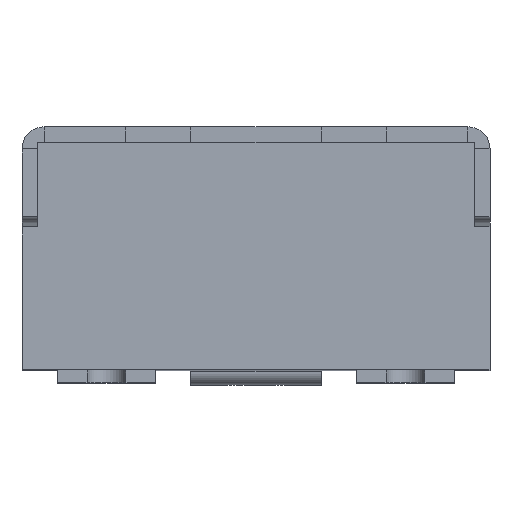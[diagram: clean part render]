
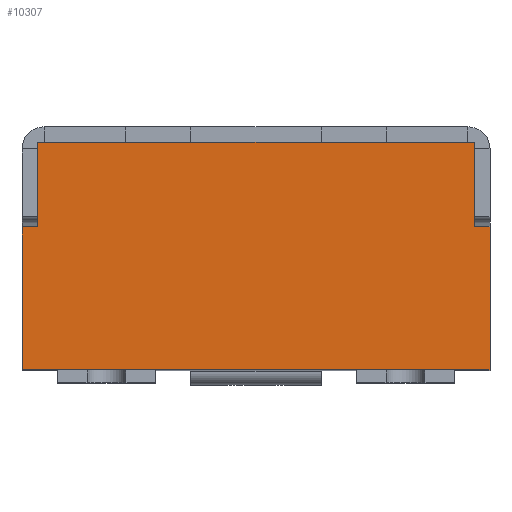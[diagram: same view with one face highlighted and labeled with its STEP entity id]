
A CAD part, top view. The second image highlights one B-rep face of the part: STEP entity #10307.
In plain terms, the highlighted planar face has unit normal (0, 0, 1).
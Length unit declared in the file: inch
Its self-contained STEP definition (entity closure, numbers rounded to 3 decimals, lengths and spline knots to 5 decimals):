
#106=DIRECTION('',(1.,0.,0.));
#107=VECTOR('',#106,0.00891);
#108=CARTESIAN_POINT('',(-0.04973,-0.0689,
0.06693));
#109=LINE('',#108,#107);
#115=DIRECTION('',(1.,0.,0.));
#116=VECTOR('',#115,0.00891);
#117=CARTESIAN_POINT('',(0.04082,-0.0689,
0.06693));
#118=LINE('',#117,#116);
#153=DIRECTION('',(1.,0.,0.));
#154=VECTOR('',#153,0.01083);
#155=CARTESIAN_POINT('',(-0.07087,-0.0689,
0.06693));
#156=LINE('',#155,#154);
#173=DIRECTION('',(1.,0.,0.));
#174=VECTOR('',#173,0.06102);
#175=CARTESIAN_POINT('',(-0.03051,-0.0689,
0.06693));
#176=LINE('',#175,#174);
#193=DIRECTION('',(1.,0.,0.));
#194=VECTOR('',#193,0.01083);
#195=CARTESIAN_POINT('',(0.06004,-0.0689,
0.06693));
#196=LINE('',#195,#194);
#2325=DIRECTION('',(1.,0.,0.));
#2326=VECTOR('',#2325,0.13228);
#2327=CARTESIAN_POINT('',(-0.06614,0.,0.06693));
#2328=LINE('',#2327,#2326);
#4295=DIRECTION('',(1.,0.,0.));
#4296=VECTOR('',#4295,0.01031);
#4297=CARTESIAN_POINT('',(-0.06004,-0.0689,
0.06693));
#4298=LINE('',#4297,#4296);
#4299=DIRECTION('',(0.,-1.,0.));
#4300=VECTOR('',#4299,0.04331);
#4301=CARTESIAN_POINT('',(-0.07087,-0.02559,
0.06693));
#4302=LINE('',#4301,#4300);
#4303=DIRECTION('',(1.,0.,0.));
#4304=VECTOR('',#4303,0.00472);
#4305=CARTESIAN_POINT('',(-0.07087,-0.02559,
0.06693));
#4306=LINE('',#4305,#4304);
#4307=DIRECTION('',(0.,1.,0.));
#4308=VECTOR('',#4307,0.02559);
#4309=CARTESIAN_POINT('',(-0.06614,-0.02559,
0.06693));
#4310=LINE('',#4309,#4308);
#4311=DIRECTION('',(0.,1.,0.));
#4312=VECTOR('',#4311,0.02559);
#4313=CARTESIAN_POINT('',(0.06614,-0.02559,
0.06693));
#4314=LINE('',#4313,#4312);
#4315=DIRECTION('',(-1.,0.,0.));
#4316=VECTOR('',#4315,0.00472);
#4317=CARTESIAN_POINT('',(0.07087,-0.02559,
0.06693));
#4318=LINE('',#4317,#4316);
#4319=DIRECTION('',(1.,0.,0.));
#4320=VECTOR('',#4319,0.01031);
#4321=CARTESIAN_POINT('',(0.04973,-0.0689,
0.06693));
#4322=LINE('',#4321,#4320);
#4323=DIRECTION('',(1.,0.,0.));
#4324=VECTOR('',#4323,0.01031);
#4325=CARTESIAN_POINT('',(0.03051,-0.0689,
0.06693));
#4326=LINE('',#4325,#4324);
#4327=DIRECTION('',(1.,0.,0.));
#4328=VECTOR('',#4327,0.01031);
#4329=CARTESIAN_POINT('',(-0.04082,-0.0689,
0.06693));
#4330=LINE('',#4329,#4328);
#4569=DIRECTION('',(0.,-1.,0.));
#4570=VECTOR('',#4569,0.04331);
#4571=CARTESIAN_POINT('',(0.07087,-0.02559,
0.06693));
#4572=LINE('',#4571,#4570);
#4751=CARTESIAN_POINT('',(0.07087,-0.02559,
0.06693));
#4753=VERTEX_POINT('',#4751);
#4759=CARTESIAN_POINT('',(0.06614,-0.02559,
0.06693));
#4760=CARTESIAN_POINT('',(0.06614,0.,0.06693));
#4761=VERTEX_POINT('',#4759);
#4762=VERTEX_POINT('',#4760);
#4763=CARTESIAN_POINT('',(0.07087,-0.0689,
0.06693));
#4764=VERTEX_POINT('',#4763);
#4775=CARTESIAN_POINT('',(-0.06614,-0.02559,
0.06693));
#4776=VERTEX_POINT('',#4775);
#4793=CARTESIAN_POINT('',(-0.07087,-0.02559,
0.06693));
#4794=VERTEX_POINT('',#4793);
#4795=CARTESIAN_POINT('',(-0.06614,0.,0.06693));
#4796=VERTEX_POINT('',#4795);
#4797=CARTESIAN_POINT('',(-0.07087,-0.0689,
0.06693));
#4798=VERTEX_POINT('',#4797);
#5543=CARTESIAN_POINT('',(-0.04973,-0.0689,
0.06693));
#5544=CARTESIAN_POINT('',(-0.04082,-0.0689,
0.06693));
#5545=VERTEX_POINT('',#5543);
#5546=VERTEX_POINT('',#5544);
#5551=CARTESIAN_POINT('',(0.04082,-0.0689,
0.06693));
#5552=CARTESIAN_POINT('',(0.04973,-0.0689,
0.06693));
#5553=VERTEX_POINT('',#5551);
#5554=VERTEX_POINT('',#5552);
#5559=CARTESIAN_POINT('',(-0.06004,-0.0689,
0.06693));
#5560=VERTEX_POINT('',#5559);
#5561=CARTESIAN_POINT('',(0.06004,-0.0689,
0.06693));
#5562=VERTEX_POINT('',#5561);
#5563=CARTESIAN_POINT('',(-0.03051,-0.0689,
0.06693));
#5564=VERTEX_POINT('',#5563);
#5565=CARTESIAN_POINT('',(0.03051,-0.0689,
0.06693));
#5566=VERTEX_POINT('',#5565);
#10278=CARTESIAN_POINT('',(-0.07087,0.,0.06693));
#10279=DIRECTION('',(0.,0.,1.));
#10280=DIRECTION('',(1.,0.,0.));
#10281=AXIS2_PLACEMENT_3D('',#10278,#10279,#10280);
#10282=PLANE('',#10281);
#10284=ORIENTED_EDGE('',*,*,#10283,.F.);
#10285=ORIENTED_EDGE('',*,*,#5959,.F.);
#10286=ORIENTED_EDGE('',*,*,#10233,.F.);
#10287=ORIENTED_EDGE('',*,*,#10271,.T.);
#10288=ORIENTED_EDGE('',*,*,#8069,.T.);
#10289=ORIENTED_EDGE('',*,*,#8494,.T.);
#10290=ORIENTED_EDGE('',*,*,#7858,.F.);
#10292=ORIENTED_EDGE('',*,*,#10291,.F.);
#10294=ORIENTED_EDGE('',*,*,#10293,.T.);
#10295=ORIENTED_EDGE('',*,*,#5983,.F.);
#10297=ORIENTED_EDGE('',*,*,#10296,.F.);
#10298=ORIENTED_EDGE('',*,*,#5929,.F.);
#10300=ORIENTED_EDGE('',*,*,#10299,.F.);
#10301=ORIENTED_EDGE('',*,*,#5971,.F.);
#10303=ORIENTED_EDGE('',*,*,#10302,.F.);
#10304=ORIENTED_EDGE('',*,*,#5917,.F.);
#10305=EDGE_LOOP('',(#10284,#10285,#10286,#10287,#10288,#10289,#10290,#10292,
#10294,#10295,#10297,#10298,#10300,#10301,#10303,#10304));
#10306=FACE_OUTER_BOUND('',#10305,.F.);
#10307=ADVANCED_FACE('',(#10306),#10282,.T.);
#5917=EDGE_CURVE('',#5545,#5546,#109,.T.);
#5929=EDGE_CURVE('',#5553,#5554,#118,.T.);
#5959=EDGE_CURVE('',#4798,#5560,#156,.T.);
#5971=EDGE_CURVE('',#5564,#5566,#176,.T.);
#5983=EDGE_CURVE('',#5562,#4764,#196,.T.);
#7858=EDGE_CURVE('',#4761,#4762,#4314,.T.);
#8069=EDGE_CURVE('',#4776,#4796,#4310,.T.);
#8494=EDGE_CURVE('',#4796,#4762,#2328,.T.);
#10233=EDGE_CURVE('',#4794,#4798,#4302,.T.);
#10271=EDGE_CURVE('',#4794,#4776,#4306,.T.);
#10283=EDGE_CURVE('',#5560,#5545,#4298,.T.);
#10291=EDGE_CURVE('',#4753,#4761,#4318,.T.);
#10293=EDGE_CURVE('',#4753,#4764,#4572,.T.);
#10296=EDGE_CURVE('',#5554,#5562,#4322,.T.);
#10299=EDGE_CURVE('',#5566,#5553,#4326,.T.);
#10302=EDGE_CURVE('',#5546,#5564,#4330,.T.);
